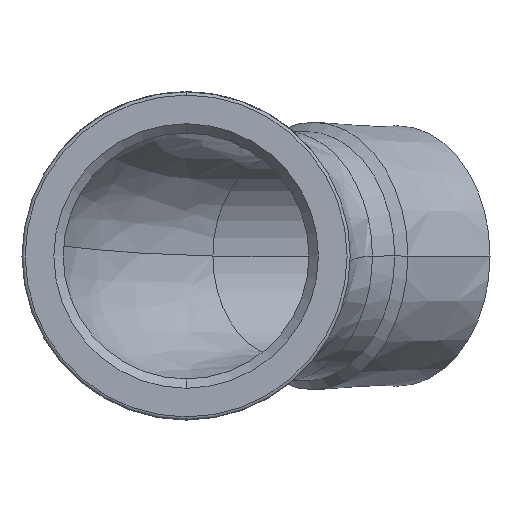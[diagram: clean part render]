
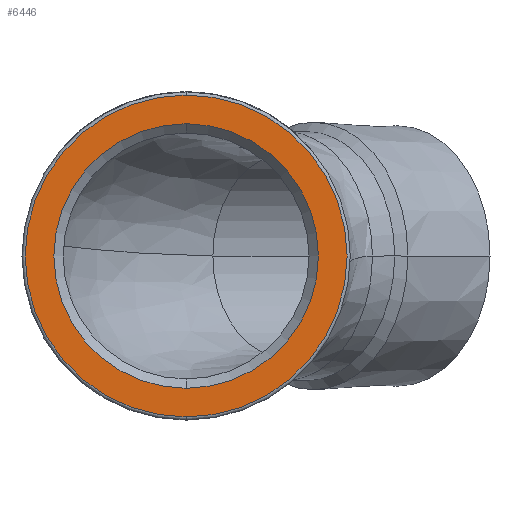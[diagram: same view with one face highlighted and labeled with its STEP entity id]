
A CAD part, front view. The second image highlights one B-rep face of the part: STEP entity #6446.
In plain terms, the highlighted planar face has unit normal (0, -1, 0).
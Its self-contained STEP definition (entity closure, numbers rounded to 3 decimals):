
#337 = DIRECTION ( 'NONE',  ( 0., -1., 0. ) ) ;
#1228 = CIRCLE ( 'NONE', #10340, 25.5 ) ;
#2402 = VERTEX_POINT ( 'NONE', #4584 ) ;
#2430 = CIRCLE ( 'NONE', #3411, 25.5 ) ;
#2570 = CIRCLE ( 'NONE', #7035, 20.955 ) ;
#2591 = CARTESIAN_POINT ( 'NONE',  ( 20.955, -34., 0. ) ) ;
#3072 = DIRECTION ( 'NONE',  ( 0., 0., -1. ) ) ;
#3163 = EDGE_LOOP ( 'NONE', ( #11706, #8805 ) ) ;
#3292 = DIRECTION ( 'NONE',  ( 0., 0., -1. ) ) ;
#3411 = AXIS2_PLACEMENT_3D ( 'NONE', #11321, #8013, #3292 ) ;
#4584 = CARTESIAN_POINT ( 'NONE',  ( 0., -34., 20.955 ) ) ;
#4701 = DIRECTION ( 'NONE',  ( 0., -1., 0. ) ) ;
#5022 = DIRECTION ( 'NONE',  ( 0., 0., -1. ) ) ;
#5970 = EDGE_LOOP ( 'NONE', ( #14940, #8412 ) ) ;
#6138 = DIRECTION ( 'NONE',  ( 0., 0., -1. ) ) ;
#6446 = ADVANCED_FACE ( 'NONE', ( #13010, #11890 ), #11167, .T. ) ;
#6901 = EDGE_CURVE ( 'NONE', #2402, #10329, #11101, .T. ) ;
#7035 = AXIS2_PLACEMENT_3D ( 'NONE', #10130, #7651, #3072 ) ;
#7264 = CARTESIAN_POINT ( 'NONE',  ( 0., -34., 25.5 ) ) ;
#7571 = CARTESIAN_POINT ( 'NONE',  ( 0., -34., -25.5 ) ) ;
#7651 = DIRECTION ( 'NONE',  ( 0., -1., 0. ) ) ;
#8013 = DIRECTION ( 'NONE',  ( 0., -1., 0. ) ) ;
#8412 = ORIENTED_EDGE ( 'NONE', *, *, #12713, .T. ) ;
#8428 = EDGE_CURVE ( 'NONE', #14024, #13897, #2430, .T. ) ;
#8805 = ORIENTED_EDGE ( 'NONE', *, *, #6901, .F. ) ;
#9532 = DIRECTION ( 'NONE',  ( 0., 0., -1. ) ) ;
#10130 = CARTESIAN_POINT ( 'NONE',  ( 0., -34., 0. ) ) ;
#10329 = VERTEX_POINT ( 'NONE', #11279 ) ;
#10340 = AXIS2_PLACEMENT_3D ( 'NONE', #14327, #337, #5022 ) ;
#10551 = CARTESIAN_POINT ( 'NONE',  ( 0., -34., 0. ) ) ;
#10584 = AXIS2_PLACEMENT_3D ( 'NONE', #2591, #11992, #6138 ) ;
#11101 = CIRCLE ( 'NONE', #15051, 20.955 ) ;
#11167 = PLANE ( 'NONE',  #10584 ) ;
#11279 = CARTESIAN_POINT ( 'NONE',  ( 0., -34., -20.955 ) ) ;
#11321 = CARTESIAN_POINT ( 'NONE',  ( 0., -34., 0. ) ) ;
#11376 = EDGE_CURVE ( 'NONE', #10329, #2402, #2570, .T. ) ;
#11706 = ORIENTED_EDGE ( 'NONE', *, *, #11376, .F. ) ;
#11890 = FACE_BOUND ( 'NONE', #3163, .T. ) ;
#11992 = DIRECTION ( 'NONE',  ( 0., -1., 0. ) ) ;
#12713 = EDGE_CURVE ( 'NONE', #13897, #14024, #1228, .T. ) ;
#13010 = FACE_OUTER_BOUND ( 'NONE', #5970, .T. ) ;
#13897 = VERTEX_POINT ( 'NONE', #7264 ) ;
#14024 = VERTEX_POINT ( 'NONE', #7571 ) ;
#14327 = CARTESIAN_POINT ( 'NONE',  ( 0., -34., 0. ) ) ;
#14940 = ORIENTED_EDGE ( 'NONE', *, *, #8428, .T. ) ;
#15051 = AXIS2_PLACEMENT_3D ( 'NONE', #10551, #4701, #9532 ) ;
